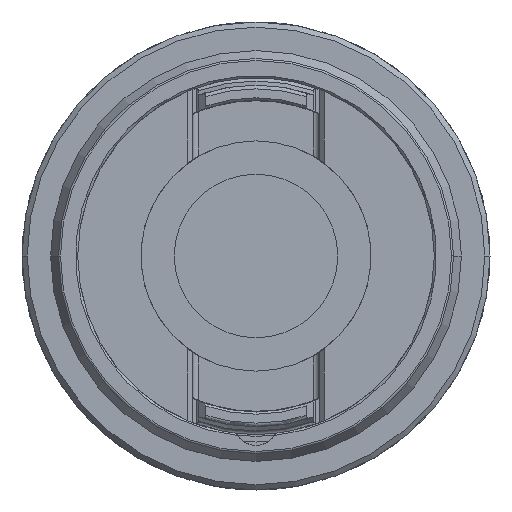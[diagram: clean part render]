
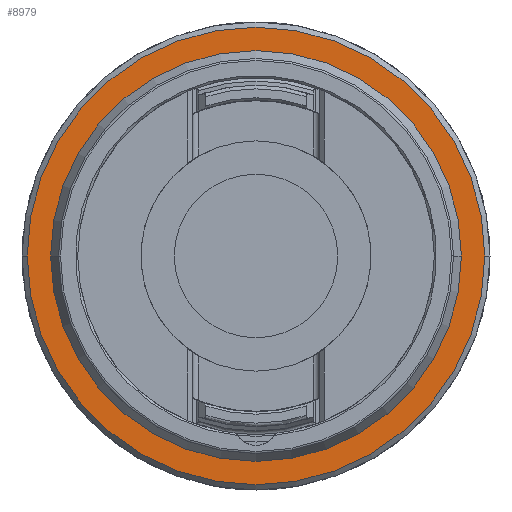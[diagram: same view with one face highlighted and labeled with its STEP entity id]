
A CAD part, front view. The second image highlights one B-rep face of the part: STEP entity #8979.
In plain terms, the highlighted planar face has unit normal (0, -1, 0).
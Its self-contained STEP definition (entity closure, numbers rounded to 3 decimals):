
#598=CARTESIAN_POINT('',(0.,0.,0.));
#599=DIRECTION('',(0.,1.,0.));
#600=DIRECTION('',(1.,0.,0.));
#601=AXIS2_PLACEMENT_3D('',#598,#599,#600);
#752=CARTESIAN_POINT('',(0.,0.,0.));
#753=DIRECTION('',(0.,-1.,0.));
#754=DIRECTION('',(1.,0.,0.));
#755=AXIS2_PLACEMENT_3D('',#752,#753,#754);
#2816=CARTESIAN_POINT('',(0.,0.,0.));
#2817=DIRECTION('',(0.,-1.,0.));
#2818=DIRECTION('',(1.,0.,0.));
#2819=AXIS2_PLACEMENT_3D('',#2816,#2817,#2818);
#2830=CARTESIAN_POINT('',(0.,0.,0.));
#2831=DIRECTION('',(0.,1.,0.));
#2832=DIRECTION('',(1.,0.,0.));
#2833=AXIS2_PLACEMENT_3D('',#2830,#2831,#2832);
#4604=CARTESIAN_POINT('',(30.8,0.,0.));
#4605=CARTESIAN_POINT('',(-30.8,0.,0.));
#4606=VERTEX_POINT('',#4604);
#4607=VERTEX_POINT('',#4605);
#4708=CARTESIAN_POINT('',(25.25,0.,0.));
#4709=CARTESIAN_POINT('',(-25.25,0.,0.));
#4710=VERTEX_POINT('',#4708);
#4711=VERTEX_POINT('',#4709);
#8966=CARTESIAN_POINT('',(0.,0.,0.));
#8967=DIRECTION('',(0.,-1.,0.));
#8968=DIRECTION('',(-1.,0.,0.));
#8969=AXIS2_PLACEMENT_3D('',#8966,#8967,#8968);
#8970=PLANE('',#8969);
#8971=ORIENTED_EDGE('',*,*,#8960,.T.);
#8972=ORIENTED_EDGE('',*,*,#8946,.F.);
#8973=EDGE_LOOP('',(#8971,#8972));
#8974=FACE_OUTER_BOUND('',#8973,.F.);
#8975=ORIENTED_EDGE('',*,*,#6398,.T.);
#8976=ORIENTED_EDGE('',*,*,#6110,.F.);
#8977=EDGE_LOOP('',(#8975,#8976));
#8978=FACE_BOUND('',#8977,.F.);
#8979=ADVANCED_FACE('',(#8974,#8978),#8970,.T.);
#602=CIRCLE('',#601,25.25);
#756=CIRCLE('',#755,25.25);
#2820=CIRCLE('',#2819,30.8);
#2834=CIRCLE('',#2833,30.8);
#6110=EDGE_CURVE('',#4710,#4711,#602,.T.);
#6398=EDGE_CURVE('',#4710,#4711,#756,.T.);
#8946=EDGE_CURVE('',#4606,#4607,#2820,.T.);
#8960=EDGE_CURVE('',#4606,#4607,#2834,.T.);
